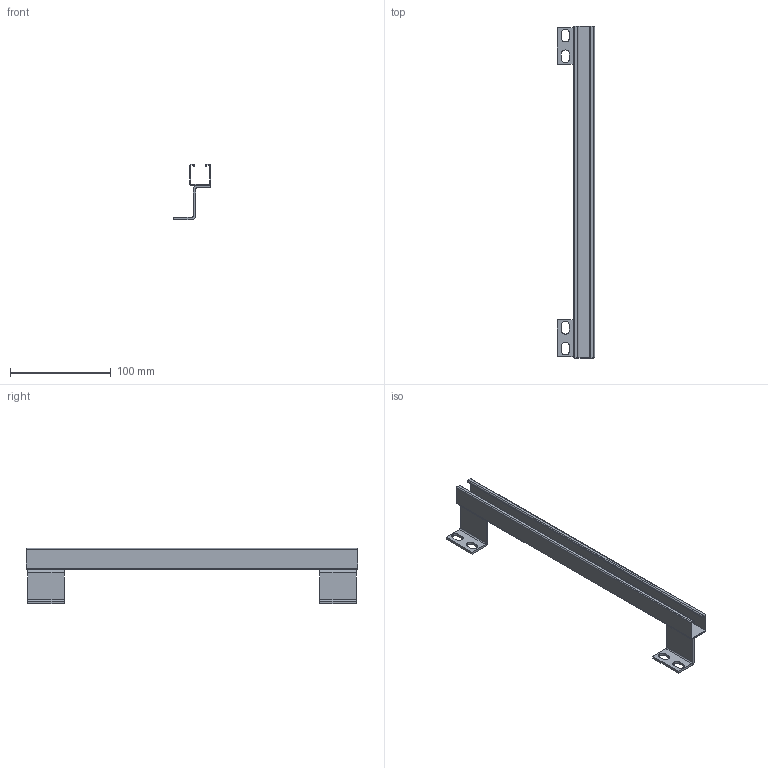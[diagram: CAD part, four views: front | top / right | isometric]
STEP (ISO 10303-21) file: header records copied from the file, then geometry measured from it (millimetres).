
FILE_DESCRIPTION (( 'STEP AP214' ), '1' );
FILE_NAME ('14B14.STEP', '2019-09-13T17:06:39', ( '' ), ( '' ), 'SwSTEP 2.0', 'SolidWorks 2018', '' );
FILE_SCHEMA (( 'AUTOMOTIVE_DESIGN' ));
Length unit declared in the file: inch
Products named in the file (1): 14B14
Bounding box: 36.86 x 330.2 x 54.76 mm (x, y, z)
Volume: 33907.2 mm3; surface area: 56497.9 mm2
Topology: 3 solids, 3 shells, 74 faces, 204 edges, 136 vertices
Faces by surface type: plane 46, cylinder 28
Entity records: 3404 total; most frequent: CARTESIAN_POINT 415, DIRECTION 410, ORIENTED_EDGE 408, EDGE_CURVE 204, VECTOR 148, LINE 148, VERTEX_POINT 136, AXIS2_PLACEMENT_3D 131
